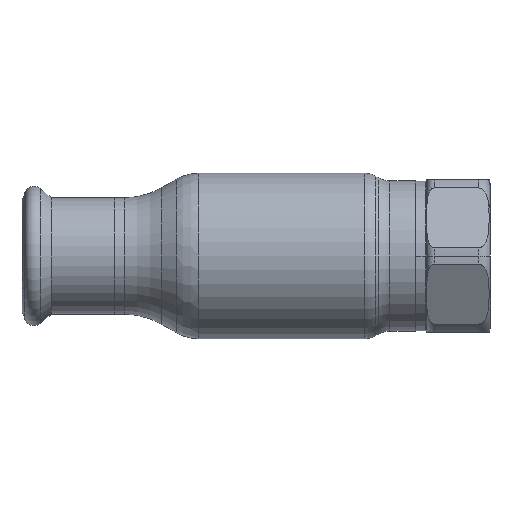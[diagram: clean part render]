
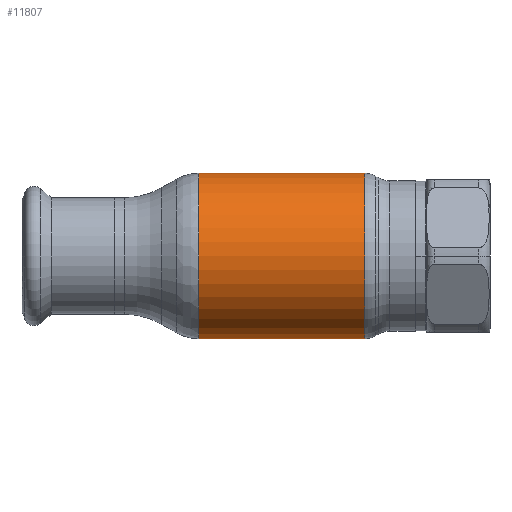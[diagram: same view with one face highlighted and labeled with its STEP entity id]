
A CAD part, front view. The second image highlights one B-rep face of the part: STEP entity #11807.
In plain terms, the highlighted cylindrical face has radius 22.25 mm (diameter 44.5 mm), a partial arc.
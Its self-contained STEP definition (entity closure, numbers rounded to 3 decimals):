
#768 = CIRCLE ( 'NONE', #12742, 22.25 ) ;
#1069 = VERTEX_POINT ( 'NONE', #52839 ) ;
#3096 = EDGE_CURVE ( 'NONE', #27788, #1069, #15857, .T. ) ;
#4115 = ORIENTED_EDGE ( 'NONE', *, *, #17593, .T. ) ;
#6743 = DIRECTION ( 'NONE',  ( -1., 0., 0. ) ) ;
#7128 = DIRECTION ( 'NONE',  ( -1., 0., 0. ) ) ;
#10374 = CARTESIAN_POINT ( 'NONE',  ( 22.285, 0., -22.25 ) ) ;
#10460 = ORIENTED_EDGE ( 'NONE', *, *, #17379, .T. ) ;
#11807 = ADVANCED_FACE ( 'NONE', ( #56782 ), #18315, .T. ) ;
#12742 = AXIS2_PLACEMENT_3D ( 'NONE', #49606, #6743, #25819 ) ;
#13065 = VECTOR ( 'NONE', #21997, 1000. ) ;
#15857 = CIRCLE ( 'NONE', #53842, 22.25 ) ;
#17379 = EDGE_CURVE ( 'NONE', #30442, #1069, #21514, .T. ) ;
#17593 = EDGE_CURVE ( 'NONE', #36571, #30442, #768, .T. ) ;
#17967 = ORIENTED_EDGE ( 'NONE', *, *, #3096, .F. ) ;
#18315 = CYLINDRICAL_SURFACE ( 'NONE', #39130, 22.25 ) ;
#20479 = DIRECTION ( 'NONE',  ( 0., 0., 1. ) ) ;
#21375 = CARTESIAN_POINT ( 'NONE',  ( -62.69, 0., -22.25 ) ) ;
#21514 = LINE ( 'NONE', #30616, #21727 ) ;
#21727 = VECTOR ( 'NONE', #7128, 1000. ) ;
#21997 = DIRECTION ( 'NONE',  ( -1., 0., 0. ) ) ;
#23498 = CARTESIAN_POINT ( 'NONE',  ( -22.285, 0., 0. ) ) ;
#24847 = CARTESIAN_POINT ( 'NONE',  ( 22.285, 0., 22.25 ) ) ;
#24857 = EDGE_CURVE ( 'NONE', #36571, #27788, #36091, .T. ) ;
#25819 = DIRECTION ( 'NONE',  ( 0., 0., 1. ) ) ;
#27788 = VERTEX_POINT ( 'NONE', #43043 ) ;
#27886 = DIRECTION ( 'NONE',  ( 0., 0., 1. ) ) ;
#30442 = VERTEX_POINT ( 'NONE', #24847 ) ;
#30616 = CARTESIAN_POINT ( 'NONE',  ( -62.69, 0., 22.25 ) ) ;
#34897 = CARTESIAN_POINT ( 'NONE',  ( -62.69, 0., 0. ) ) ;
#36091 = LINE ( 'NONE', #21375, #13065 ) ;
#36571 = VERTEX_POINT ( 'NONE', #10374 ) ;
#36760 = ORIENTED_EDGE ( 'NONE', *, *, #24857, .F. ) ;
#39130 = AXIS2_PLACEMENT_3D ( 'NONE', #34897, #44526, #20479 ) ;
#43043 = CARTESIAN_POINT ( 'NONE',  ( -22.285, 0., -22.25 ) ) ;
#44526 = DIRECTION ( 'NONE',  ( -1., 0., 0. ) ) ;
#47226 = EDGE_LOOP ( 'NONE', ( #36760, #4115, #10460, #17967 ) ) ;
#49606 = CARTESIAN_POINT ( 'NONE',  ( 22.285, 0., 0. ) ) ;
#52839 = CARTESIAN_POINT ( 'NONE',  ( -22.285, 0., 22.25 ) ) ;
#53842 = AXIS2_PLACEMENT_3D ( 'NONE', #23498, #56937, #27886 ) ;
#56782 = FACE_OUTER_BOUND ( 'NONE', #47226, .T. ) ;
#56937 = DIRECTION ( 'NONE',  ( -1., 0., 0. ) ) ;
